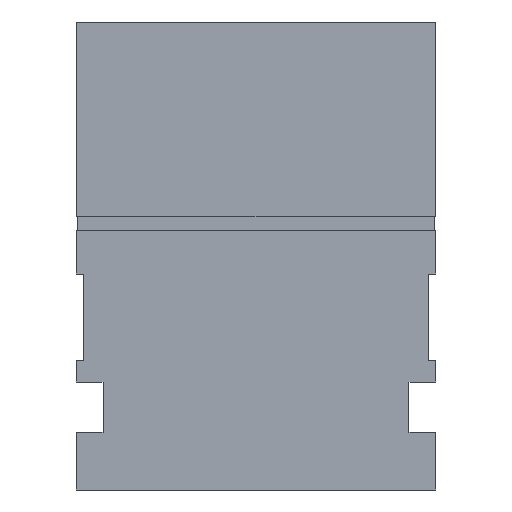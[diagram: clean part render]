
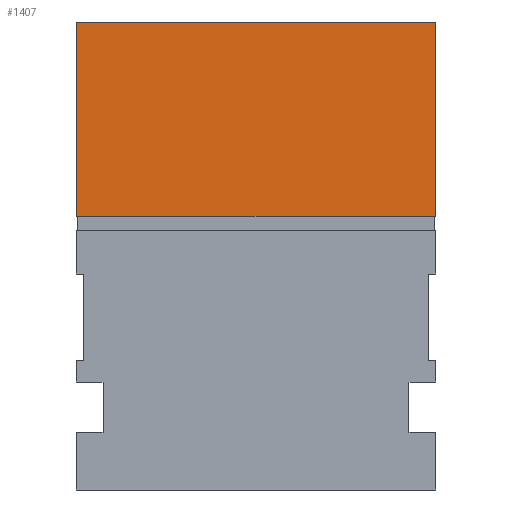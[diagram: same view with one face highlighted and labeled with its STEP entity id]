
A CAD part, front view. The second image highlights one B-rep face of the part: STEP entity #1407.
In plain terms, the highlighted face is planar.
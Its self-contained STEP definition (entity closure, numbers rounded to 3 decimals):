
#234 = CARTESIAN_POINT ( 'NONE',  ( -55., -50., 54. ) ) ;
#289 = LINE ( 'NONE', #1984, #4264 ) ;
#294 = ORIENTED_EDGE ( 'NONE', *, *, #2739, .T. ) ;
#347 = CARTESIAN_POINT ( 'NONE',  ( -55., -50., 54. ) ) ;
#378 = EDGE_CURVE ( 'NONE', #4161, #1749, #289, .T. ) ;
#403 = DIRECTION ( 'NONE',  ( 0., 0., -1. ) ) ;
#903 = EDGE_LOOP ( 'NONE', ( #294, #2129, #3984, #2944 ) ) ;
#1104 = DIRECTION ( 'NONE',  ( 1., 0., 0. ) ) ;
#1165 = VERTEX_POINT ( 'NONE', #347 ) ;
#1242 = FACE_OUTER_BOUND ( 'NONE', #903, .T. ) ;
#1345 = CARTESIAN_POINT ( 'NONE',  ( -55., -50., 54. ) ) ;
#1407 = ADVANCED_FACE ( 'NONE', ( #1242 ), #1818, .F. ) ;
#1505 = VECTOR ( 'NONE', #4586, 1000. ) ;
#1629 = LINE ( 'NONE', #234, #1505 ) ;
#1749 = VERTEX_POINT ( 'NONE', #2026 ) ;
#1762 = VERTEX_POINT ( 'NONE', #2727 ) ;
#1818 = PLANE ( 'NONE',  #2095 ) ;
#1984 = CARTESIAN_POINT ( 'NONE',  ( -55., 50., 54. ) ) ;
#2026 = CARTESIAN_POINT ( 'NONE',  ( -55., 50., 0. ) ) ;
#2067 = DIRECTION ( 'NONE',  ( 0., -1., 0. ) ) ;
#2095 = AXIS2_PLACEMENT_3D ( 'NONE', #4632, #1104, #403 ) ;
#2129 = ORIENTED_EDGE ( 'NONE', *, *, #4206, .F. ) ;
#2392 = LINE ( 'NONE', #4534, #4131 ) ;
#2701 = DIRECTION ( 'NONE',  ( 0., 0., -1. ) ) ;
#2727 = CARTESIAN_POINT ( 'NONE',  ( -55., -50., 0. ) ) ;
#2739 = EDGE_CURVE ( 'NONE', #1762, #1165, #1629, .T. ) ;
#2944 = ORIENTED_EDGE ( 'NONE', *, *, #3219, .F. ) ;
#3050 = LINE ( 'NONE', #1345, #3785 ) ;
#3219 = EDGE_CURVE ( 'NONE', #1762, #1749, #2392, .T. ) ;
#3536 = CARTESIAN_POINT ( 'NONE',  ( -55., 50., 54. ) ) ;
#3785 = VECTOR ( 'NONE', #2067, 1000. ) ;
#3984 = ORIENTED_EDGE ( 'NONE', *, *, #378, .T. ) ;
#4131 = VECTOR ( 'NONE', #4471, 1000. ) ;
#4161 = VERTEX_POINT ( 'NONE', #3536 ) ;
#4206 = EDGE_CURVE ( 'NONE', #4161, #1165, #3050, .T. ) ;
#4264 = VECTOR ( 'NONE', #2701, 1000. ) ;
#4471 = DIRECTION ( 'NONE',  ( 0., 1., 0. ) ) ;
#4534 = CARTESIAN_POINT ( 'NONE',  ( -55., 50., 0. ) ) ;
#4586 = DIRECTION ( 'NONE',  ( 0., 0., 1. ) ) ;
#4632 = CARTESIAN_POINT ( 'NONE',  ( -55., 50., 54. ) ) ;
